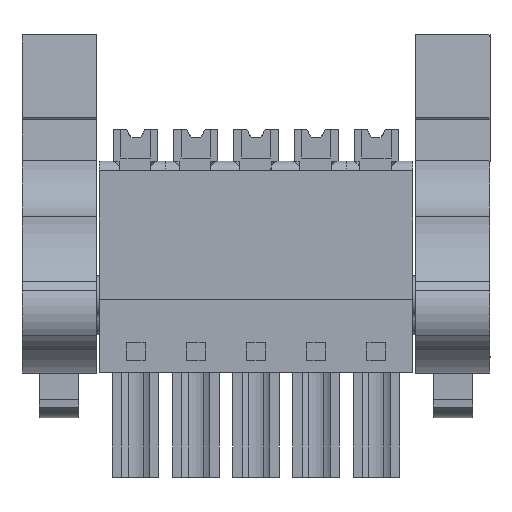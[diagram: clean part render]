
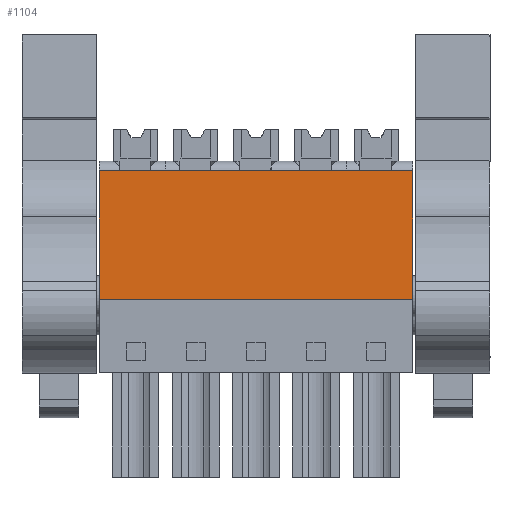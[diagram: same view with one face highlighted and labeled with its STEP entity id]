
A CAD part, front view. The second image highlights one B-rep face of the part: STEP entity #1104.
In plain terms, the highlighted planar face has unit normal (0, -1, 0).
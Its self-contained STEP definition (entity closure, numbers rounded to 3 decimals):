
#1084=AXIS2_PLACEMENT_3D('Plane Axis2P3D',#1081,#1082,#1083) ;
#77=CARTESIAN_POINT('Vertex',(4.9,2.029,11.25)) ;
#80=CARTESIAN_POINT('Line Origine',(4.9,2.029,15.325)) ;
#84=CARTESIAN_POINT('Vertex',(4.9,2.029,19.4)) ;
#1065=CARTESIAN_POINT('Vertex',(24.74,2.029,11.25)) ;
#1068=CARTESIAN_POINT('Line Origine',(14.82,2.029,11.25)) ;
#1081=CARTESIAN_POINT('Axis2P3D Location',(8.61,2.029,19.4)) ;
#1086=CARTESIAN_POINT('Line Origine',(24.74,2.029,15.325)) ;
#1090=CARTESIAN_POINT('Vertex',(24.74,2.029,19.4)) ;
#1093=CARTESIAN_POINT('Line Origine',(14.82,2.029,19.4)) ;
#81=DIRECTION('Vector Direction',(0.,0.,1.)) ;
#1069=DIRECTION('Vector Direction',(1.,0.,0.)) ;
#1082=DIRECTION('Axis2P3D Direction',(0.,-1.,0.)) ;
#1083=DIRECTION('Axis2P3D XDirection',(0.,0.,-1.)) ;
#1087=DIRECTION('Vector Direction',(0.,0.,-1.)) ;
#1094=DIRECTION('Vector Direction',(1.,0.,0.)) ;
#82=VECTOR('Line Direction',#81,1.) ;
#1070=VECTOR('Line Direction',#1069,1.) ;
#1088=VECTOR('Line Direction',#1087,1.) ;
#1095=VECTOR('Line Direction',#1094,1.) ;
#1099=ORIENTED_EDGE('',*,*,#1072,.T.) ;
#1100=ORIENTED_EDGE('',*,*,#1092,.F.) ;
#1101=ORIENTED_EDGE('',*,*,#1097,.F.) ;
#1102=ORIENTED_EDGE('',*,*,#86,.F.) ;
#1104=ADVANCED_FACE('HOUSING',(#1103),#1085,.T.) ;
#86=EDGE_CURVE('',#78,#85,#83,.T.) ;
#1072=EDGE_CURVE('',#78,#1066,#1071,.T.) ;
#1092=EDGE_CURVE('',#1091,#1066,#1089,.T.) ;
#1097=EDGE_CURVE('',#85,#1091,#1096,.T.) ;
#1098=EDGE_LOOP('',(#1099,#1100,#1101,#1102)) ;
#1103=FACE_OUTER_BOUND('',#1098,.T.) ;
#83=LINE('Line',#80,#82) ;
#1071=LINE('Line',#1068,#1070) ;
#1089=LINE('Line',#1086,#1088) ;
#1096=LINE('Line',#1093,#1095) ;
#1085=PLANE('',#1084) ;
#78=VERTEX_POINT('',#77) ;
#85=VERTEX_POINT('',#84) ;
#1066=VERTEX_POINT('',#1065) ;
#1091=VERTEX_POINT('',#1090) ;
